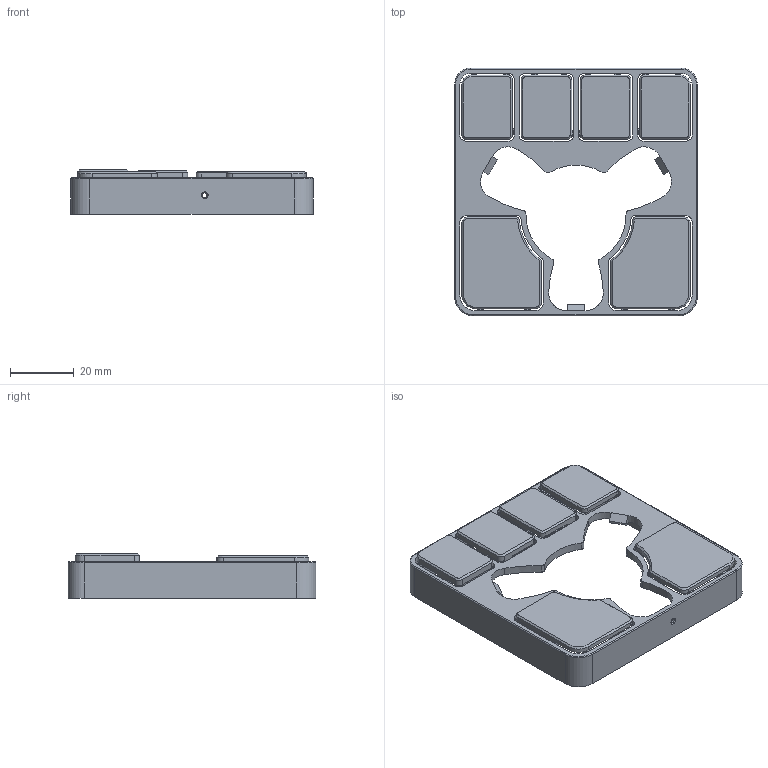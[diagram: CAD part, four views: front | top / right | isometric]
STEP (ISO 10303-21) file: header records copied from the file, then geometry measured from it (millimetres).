
FILE_DESCRIPTION(/* description */ ('STEP AP242'),/* implementation_level */ '2;1');
FILE_NAME(/* name */ 'Adept slim MJF top.step',/* time_stamp */ '2025-10-28T20:35:34+09:00',/* author */ (''),/* organization */ (''),/* preprocessor_version */ 'ST-DEVELOPER v20.1',/* originating_system */ 'Autodesk Translation Framework v14.17.0.0',/* authorisation */ '');
FILE_SCHEMA (('AUTOMOTIVE_DESIGN { 1 0 10303 214 3 1 1 }'));
Length unit declared in the file: millimetre
Products named in the file (1): Top-buttons
Bounding box: 76.2 x 77.85 x 14 mm (x, y, z)
Volume: 13095.6 mm3; surface area: 18524.8 mm2
Topology: 1 solids, 1 shells, 543 faces, 1505 edges, 942 vertices
Faces by surface type: plane 260, cylinder 218, cone 30, bspline 30, torus 5
Full cylindrical faces by diameter (mm): 1.5 x1, 1.9 x2
Entity records: 19186 total; most frequent: CARTESIAN_POINT 5324, ORIENTED_EDGE 3010, DIRECTION 2744, EDGE_CURVE 1505, LINE 1012, VECTOR 1012, VERTEX_POINT 942, AXIS2_PLACEMENT_3D 866
